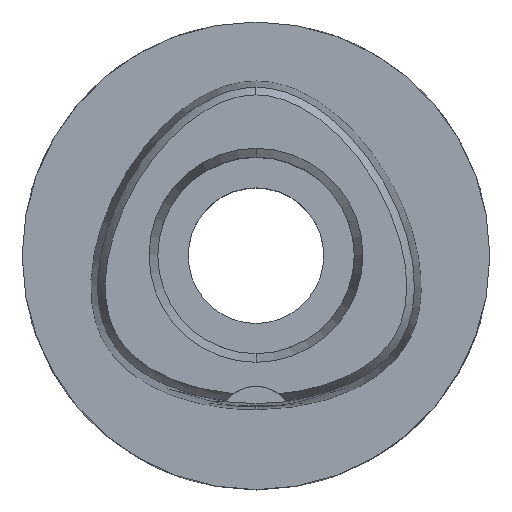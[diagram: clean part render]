
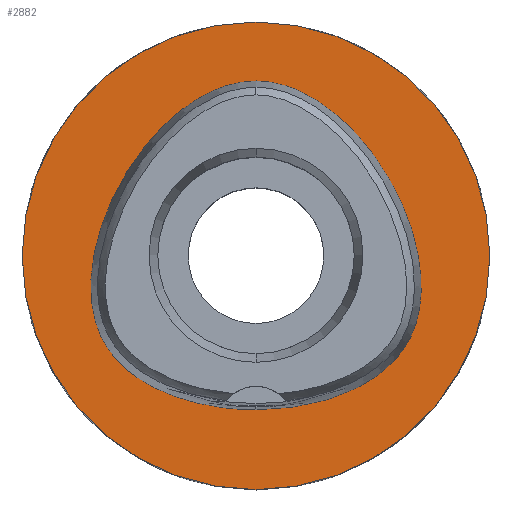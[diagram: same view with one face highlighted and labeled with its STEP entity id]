
A CAD part, top view. The second image highlights one B-rep face of the part: STEP entity #2882.
In plain terms, the highlighted planar face has unit normal (0, 0, 1).
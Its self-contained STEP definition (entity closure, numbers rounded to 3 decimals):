
#3 = EDGE_LOOP ( 'NONE', ( #3701, #4589 ) ) ;
#36 = DIRECTION ( 'NONE',  ( 0., 0., -1. ) ) ;
#40 = CARTESIAN_POINT ( 'NONE',  ( -17.165, -7.166, 0. ) ) ;
#91 = CARTESIAN_POINT ( 'NONE',  ( -17.711, -3.269, 0. ) ) ;
#100 = AXIS2_PLACEMENT_3D ( 'NONE', #1117, #1436, #628 ) ;
#134 = CARTESIAN_POINT ( 'NONE',  ( -8.947, -15.039, 0. ) ) ;
#171 = EDGE_CURVE ( 'NONE', #2300, #1055, #1407, .T. ) ;
#269 = CARTESIAN_POINT ( 'NONE',  ( 0., 18.695, 0. ) ) ;
#294 = CARTESIAN_POINT ( 'NONE',  ( -16.517, 3.703, 0. ) ) ;
#296 = CARTESIAN_POINT ( 'NONE',  ( 14.788, -11.282, 0. ) ) ;
#343 = CARTESIAN_POINT ( 'NONE',  ( 14.38, 8.302, 0. ) ) ;
#413 = ORIENTED_EDGE ( 'NONE', *, *, #2611, .F. ) ;
#628 = DIRECTION ( 'NONE',  ( 0., -1., 0. ) ) ;
#719 = PLANE ( 'NONE',  #935 ) ;
#742 = DIRECTION ( 'NONE',  ( 0., -1., 0. ) ) ;
#750 = CARTESIAN_POINT ( 'NONE',  ( -17.564, -5.456, 0. ) ) ;
#774 = CARTESIAN_POINT ( 'NONE',  ( -16.669, -8.446, 0. ) ) ;
#838 = CARTESIAN_POINT ( 'NONE',  ( -14.788, -11.282, 0. ) ) ;
#875 = EDGE_LOOP ( 'NONE', ( #413, #1498 ) ) ;
#935 = AXIS2_PLACEMENT_3D ( 'NONE', #3717, #4133, #742 ) ;
#999 = CARTESIAN_POINT ( 'NONE',  ( -4.729, 17.735, 0. ) ) ;
#1055 = VERTEX_POINT ( 'NONE', #269 ) ;
#1060 = CARTESIAN_POINT ( 'NONE',  ( 5.051, -16.156, 0. ) ) ;
#1081 = CARTESIAN_POINT ( 'NONE',  ( 11.687, -13.704, 0. ) ) ;
#1117 = CARTESIAN_POINT ( 'NONE',  ( 0., 0., 0. ) ) ;
#1388 = CARTESIAN_POINT ( 'NONE',  ( 0., 18.695, 0. ) ) ;
#1407 = B_SPLINE_CURVE_WITH_KNOTS ( 'NONE', 3,
 ( #4099, #3273, #1060, #3300, #1081, #2981, #296, #2601, #2556, #4787, #1761, #4056, #4759, #2181, #3677, #343, #1859, #4081, #3322, #3368, #4813, #4492 ),
 .UNSPECIFIED., .F., .F.,
 ( 4, 1, 1, 1, 1, 1, 1, 1, 1, 1, 1, 1, 1, 1, 1, 1, 1, 1, 1, 4 ),
 ( 0., 0.083, 0.167, 0.208, 0.25, 0.292, 0.312, 0.333, 0.354, 0.375, 0.417, 0.458, 0.5, 0.583, 0.667, 0.75, 0.833, 0.917, 0.958, 1. ),
 .UNSPECIFIED. ) ;
#1436 = DIRECTION ( 'NONE',  ( 0., 0., -1. ) ) ;
#1498 = ORIENTED_EDGE ( 'NONE', *, *, #2762, .F. ) ;
#1540 = FACE_BOUND ( 'NONE', #3, .T. ) ;
#1644 = AXIS2_PLACEMENT_3D ( 'NONE', #4145, #36, #3387 ) ;
#1735 = CARTESIAN_POINT ( 'NONE',  ( -14.38, 8.302, 0. ) ) ;
#1761 = CARTESIAN_POINT ( 'NONE',  ( 17.165, -7.166, 0. ) ) ;
#1786 = CARTESIAN_POINT ( 'NONE',  ( -17.498, -0.229, 0. ) ) ;
#1859 = CARTESIAN_POINT ( 'NONE',  ( 11.466, 12.452, 0. ) ) ;
#1870 = CARTESIAN_POINT ( 'NONE',  ( -1.684, -16.455, 0. ) ) ;
#1966 = CARTESIAN_POINT ( 'NONE',  ( -11.687, -13.704, 0. ) ) ;
#2097 = CARTESIAN_POINT ( 'NONE',  ( 0., -25., 0. ) ) ;
#2131 = CARTESIAN_POINT ( 'NONE',  ( -11.466, 12.452, 0. ) ) ;
#2154 = CARTESIAN_POINT ( 'NONE',  ( -2.041, 18.55, 0. ) ) ;
#2181 = CARTESIAN_POINT ( 'NONE',  ( 17.498, -0.229, 0. ) ) ;
#2286 = CARTESIAN_POINT ( 'NONE',  ( 0., -16.455, 0. ) ) ;
#2300 = VERTEX_POINT ( 'NONE', #2715 ) ;
#2556 = CARTESIAN_POINT ( 'NONE',  ( 16.206, -9.357, 0. ) ) ;
#2601 = CARTESIAN_POINT ( 'NONE',  ( 15.649, -10.213, 0. ) ) ;
#2611 = EDGE_CURVE ( 'NONE', #4110, #3621, #4306, .T. ) ;
#2662 = CARTESIAN_POINT ( 'NONE',  ( -5.051, -16.156, 0. ) ) ;
#2715 = CARTESIAN_POINT ( 'NONE',  ( 0., -16.455, 0. ) ) ;
#2721 = CARTESIAN_POINT ( 'NONE',  ( -16.206, -9.357, 0. ) ) ;
#2747 = CARTESIAN_POINT ( 'NONE',  ( -15.649, -10.213, 0. ) ) ;
#2762 = EDGE_CURVE ( 'NONE', #3621, #4110, #3754, .T. ) ;
#2879 = CARTESIAN_POINT ( 'NONE',  ( -0.68, 18.695, 0. ) ) ;
#2882 = ADVANCED_FACE ( 'NONE', ( #4503, #1540 ), #719, .F. ) ;
#2981 = CARTESIAN_POINT ( 'NONE',  ( 13.507, -12.483, 0. ) ) ;
#3273 = CARTESIAN_POINT ( 'NONE',  ( 1.684, -16.455, 0. ) ) ;
#3300 = CARTESIAN_POINT ( 'NONE',  ( 8.947, -15.039, 0. ) ) ;
#3322 = CARTESIAN_POINT ( 'NONE',  ( 4.729, 17.735, 0. ) ) ;
#3368 = CARTESIAN_POINT ( 'NONE',  ( 2.041, 18.55, 0. ) ) ;
#3387 = DIRECTION ( 'NONE',  ( 0., 1., 0. ) ) ;
#3621 = VERTEX_POINT ( 'NONE', #2097 ) ;
#3677 = CARTESIAN_POINT ( 'NONE',  ( 16.517, 3.703, 0. ) ) ;
#3701 = ORIENTED_EDGE ( 'NONE', *, *, #3883, .F. ) ;
#3717 = CARTESIAN_POINT ( 'NONE',  ( 0., 0., 0. ) ) ;
#3754 = CIRCLE ( 'NONE', #100, 25. ) ;
#3883 = EDGE_CURVE ( 'NONE', #1055, #2300, #4667, .T. ) ;
#3985 = CARTESIAN_POINT ( 'NONE',  ( 0., 25., 0. ) ) ;
#4000 = CARTESIAN_POINT ( 'NONE',  ( -7.968, 15.831, 0. ) ) ;
#4056 = CARTESIAN_POINT ( 'NONE',  ( 17.564, -5.456, 0. ) ) ;
#4081 = CARTESIAN_POINT ( 'NONE',  ( 7.968, 15.831, 0. ) ) ;
#4099 = CARTESIAN_POINT ( 'NONE',  ( 0., -16.455, 0. ) ) ;
#4110 = VERTEX_POINT ( 'NONE', #3985 ) ;
#4133 = DIRECTION ( 'NONE',  ( 0., 0., -1. ) ) ;
#4145 = CARTESIAN_POINT ( 'NONE',  ( 0., 0., 0. ) ) ;
#4213 = CARTESIAN_POINT ( 'NONE',  ( -13.507, -12.483, 0. ) ) ;
#4306 = CIRCLE ( 'NONE', #1644, 25. ) ;
#4492 = CARTESIAN_POINT ( 'NONE',  ( 0., 18.695, 0. ) ) ;
#4503 = FACE_OUTER_BOUND ( 'NONE', #875, .T. ) ;
#4589 = ORIENTED_EDGE ( 'NONE', *, *, #171, .F. ) ;
#4667 = B_SPLINE_CURVE_WITH_KNOTS ( 'NONE', 3,
 ( #1388, #2879, #2154, #999, #4000, #2131, #1735, #294, #1786, #91, #750, #40, #774, #2721, #2747, #838, #4213, #1966, #134, #2662, #1870, #2286 ),
 .UNSPECIFIED., .F., .F.,
 ( 4, 1, 1, 1, 1, 1, 1, 1, 1, 1, 1, 1, 1, 1, 1, 1, 1, 1, 1, 4 ),
 ( 0., 0.042, 0.083, 0.167, 0.25, 0.333, 0.417, 0.5, 0.542, 0.583, 0.625, 0.646, 0.667, 0.688, 0.708, 0.75, 0.792, 0.833, 0.917, 1. ),
 .UNSPECIFIED. ) ;
#4759 = CARTESIAN_POINT ( 'NONE',  ( 17.711, -3.269, 0. ) ) ;
#4787 = CARTESIAN_POINT ( 'NONE',  ( 16.669, -8.446, 0. ) ) ;
#4813 = CARTESIAN_POINT ( 'NONE',  ( 0.68, 18.695, 0. ) ) ;
